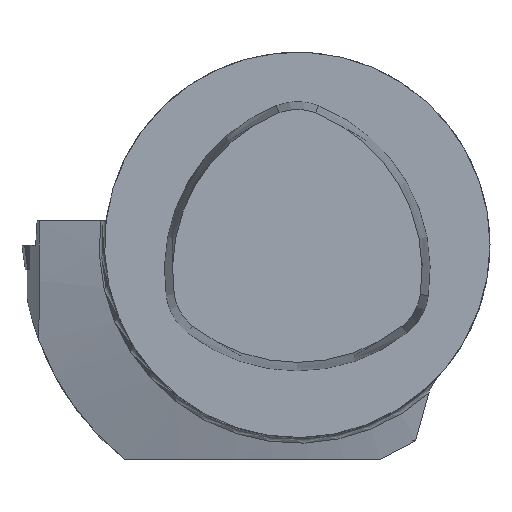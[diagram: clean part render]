
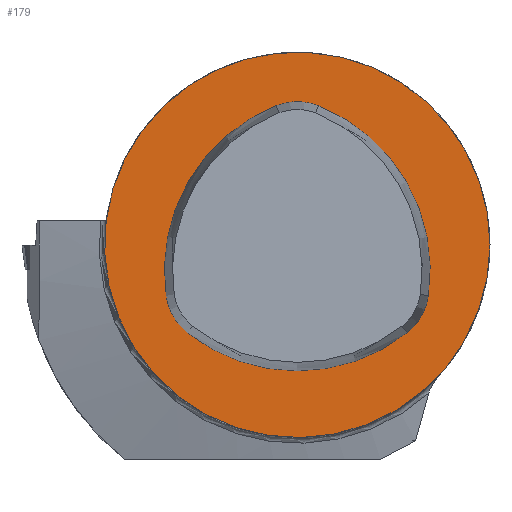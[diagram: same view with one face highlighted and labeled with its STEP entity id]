
A CAD part, top view. The second image highlights one B-rep face of the part: STEP entity #179.
In plain terms, the highlighted planar face has unit normal (0, 0, 1).
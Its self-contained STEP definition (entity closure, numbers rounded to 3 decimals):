
#122=FACE_BOUND('',#369,.T.);
#123=FACE_BOUND('',#370,.T.);
#151=CIRCLE('',#1398,31.5);
#160=CIRCLE('',#1416,29.);
#161=CIRCLE('',#1417,9.4);
#162=CIRCLE('',#1418,29.);
#163=CIRCLE('',#1419,9.4);
#164=CIRCLE('',#1420,29.);
#165=CIRCLE('',#1421,9.4);
#179=ADVANCED_FACE('',(#122,#123),#246,.T.);
#246=PLANE('',#1422);
#369=EDGE_LOOP('',(#767));
#370=EDGE_LOOP('',(#768,#769,#770,#771,#772,#773));
#767=ORIENTED_EDGE('',*,*,#1181,.T.);
#768=ORIENTED_EDGE('',*,*,#1206,.F.);
#769=ORIENTED_EDGE('',*,*,#1207,.F.);
#770=ORIENTED_EDGE('',*,*,#1208,.F.);
#771=ORIENTED_EDGE('',*,*,#1209,.F.);
#772=ORIENTED_EDGE('',*,*,#1210,.F.);
#773=ORIENTED_EDGE('',*,*,#1211,.F.);
#1058=VERTEX_POINT('',#2015);
#1079=VERTEX_POINT('',#2092);
#1080=VERTEX_POINT('',#2093);
#1081=VERTEX_POINT('',#2095);
#1082=VERTEX_POINT('',#2097);
#1083=VERTEX_POINT('',#2099);
#1084=VERTEX_POINT('',#2101);
#1181=EDGE_CURVE('',#1058,#1058,#151,.T.);
#1206=EDGE_CURVE('',#1079,#1080,#160,.T.);
#1207=EDGE_CURVE('',#1081,#1079,#161,.T.);
#1208=EDGE_CURVE('',#1082,#1081,#162,.T.);
#1209=EDGE_CURVE('',#1083,#1082,#163,.T.);
#1210=EDGE_CURVE('',#1084,#1083,#164,.T.);
#1211=EDGE_CURVE('',#1080,#1084,#165,.T.);
#1398=AXIS2_PLACEMENT_3D('',#2014,#1587,#1588);
#1416=AXIS2_PLACEMENT_3D('',#2091,#1632,#1633);
#1417=AXIS2_PLACEMENT_3D('',#2094,#1634,#1635);
#1418=AXIS2_PLACEMENT_3D('',#2096,#1636,#1637);
#1419=AXIS2_PLACEMENT_3D('',#2098,#1638,#1639);
#1420=AXIS2_PLACEMENT_3D('',#2100,#1640,#1641);
#1421=AXIS2_PLACEMENT_3D('',#2102,#1642,#1643);
#1422=AXIS2_PLACEMENT_3D('',#2103,#1644,#1645);
#1587=DIRECTION('',(0.,0.,1.));
#1588=DIRECTION('',(1.,0.,0.));
#1632=DIRECTION('',(0.,0.,1.));
#1633=DIRECTION('',(1.,0.,0.));
#1634=DIRECTION('',(0.,0.,1.));
#1635=DIRECTION('',(1.,0.,0.));
#1636=DIRECTION('',(0.,0.,1.));
#1637=DIRECTION('',(1.,0.,0.));
#1638=DIRECTION('',(0.,0.,1.));
#1639=DIRECTION('',(1.,0.,0.));
#1640=DIRECTION('',(0.,0.,1.));
#1641=DIRECTION('',(1.,0.,0.));
#1642=DIRECTION('',(0.,0.,1.));
#1643=DIRECTION('',(1.,0.,0.));
#1644=DIRECTION('',(0.,0.,1.));
#1645=DIRECTION('',(-1.,0.,0.));
#2014=CARTESIAN_POINT('',(0.,0.,0.));
#2015=CARTESIAN_POINT('',(31.5,0.,0.));
#2091=CARTESIAN_POINT('',(7.275,-4.2,0.));
#2092=CARTESIAN_POINT('',(-3.489,22.729,0.));
#2093=CARTESIAN_POINT('',(-21.428,-8.343,0.));
#2094=CARTESIAN_POINT('',(0.,14.,0.));
#2095=CARTESIAN_POINT('',(3.489,22.729,0.));
#2096=CARTESIAN_POINT('',(-7.275,-4.2,0.));
#2097=CARTESIAN_POINT('',(21.428,-8.343,0.));
#2098=CARTESIAN_POINT('',(12.124,-7.,0.));
#2099=CARTESIAN_POINT('',(17.939,-14.386,0.));
#2100=CARTESIAN_POINT('',(0.,8.4,0.));
#2101=CARTESIAN_POINT('',(-17.939,-14.386,0.));
#2102=CARTESIAN_POINT('',(-12.124,-7.,0.));
#2103=CARTESIAN_POINT('',(0.,0.,0.));
